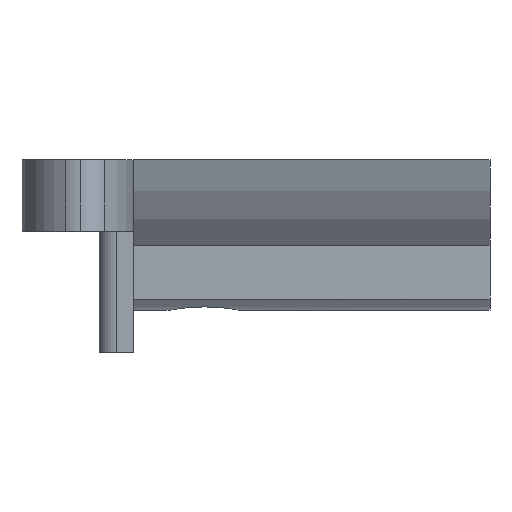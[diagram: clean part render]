
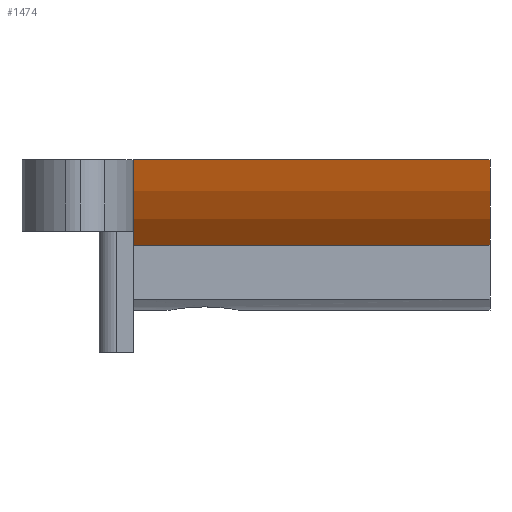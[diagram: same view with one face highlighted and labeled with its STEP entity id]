
A CAD part, left-side view. The second image highlights one B-rep face of the part: STEP entity #1474.
In plain terms, the highlighted cylindrical face has radius 13.716 mm (diameter 27.432 mm), a partial arc.
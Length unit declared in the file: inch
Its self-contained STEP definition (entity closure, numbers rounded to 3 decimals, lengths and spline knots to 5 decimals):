
#92 = ORIENTED_EDGE ( 'NONE', *, *, #347, .F. ) ;
#96 = FACE_OUTER_BOUND ( 'NONE', #1438, .T. ) ;
#103 = VECTOR ( 'NONE', #429, 39.37008 ) ;
#141 = CARTESIAN_POINT ( 'NONE',  ( -0.40471, -1., -0.2395 ) ) ;
#146 = ORIENTED_EDGE ( 'NONE', *, *, #1511, .T. ) ;
#170 = AXIS2_PLACEMENT_3D ( 'NONE', #1297, #1238, #1230 ) ;
#185 = EDGE_CURVE ( 'NONE', #1347, #234, #1482, .T. ) ;
#194 = CYLINDRICAL_SURFACE ( 'NONE', #325, 0.54 ) ;
#234 = VERTEX_POINT ( 'NONE', #495 ) ;
#276 = CIRCLE ( 'NONE', #1411, 0.54 ) ;
#295 = DIRECTION ( 'NONE',  ( 0., -1., 0. ) ) ;
#308 = ORIENTED_EDGE ( 'NONE', *, *, #185, .T. ) ;
#325 = AXIS2_PLACEMENT_3D ( 'NONE', #1335, #1182, #739 ) ;
#328 = CARTESIAN_POINT ( 'NONE',  ( -0.52695, -1., 0. ) ) ;
#347 = EDGE_CURVE ( 'NONE', #1361, #234, #276, .T. ) ;
#397 = CARTESIAN_POINT ( 'NONE',  ( -0.40471, 0., -0.2395 ) ) ;
#429 = DIRECTION ( 'NONE',  ( 0., 1., 0. ) ) ;
#495 = CARTESIAN_POINT ( 'NONE',  ( -0.52695, 0., 0. ) ) ;
#498 = CIRCLE ( 'NONE', #170, 0.54 ) ;
#659 = EDGE_CURVE ( 'NONE', #741, #1347, #498, .T. ) ;
#739 = DIRECTION ( 'NONE',  ( 0., 0., 1. ) ) ;
#741 = VERTEX_POINT ( 'NONE', #813 ) ;
#813 = CARTESIAN_POINT ( 'NONE',  ( -0.40471, -1., -0.2395 ) ) ;
#951 = ORIENTED_EDGE ( 'NONE', *, *, #659, .T. ) ;
#1051 = CARTESIAN_POINT ( 'NONE',  ( 0., 0., 0.118 ) ) ;
#1136 = CARTESIAN_POINT ( 'NONE',  ( -0.52695, -1., 0. ) ) ;
#1182 = DIRECTION ( 'NONE',  ( 0., 1., 0. ) ) ;
#1230 = DIRECTION ( 'NONE',  ( 0., 0., -1. ) ) ;
#1238 = DIRECTION ( 'NONE',  ( 0., 1., 0. ) ) ;
#1297 = CARTESIAN_POINT ( 'NONE',  ( 0., -1., 0.118 ) ) ;
#1335 = CARTESIAN_POINT ( 'NONE',  ( 0., -1., 0.118 ) ) ;
#1347 = VERTEX_POINT ( 'NONE', #1136 ) ;
#1361 = VERTEX_POINT ( 'NONE', #397 ) ;
#1411 = AXIS2_PLACEMENT_3D ( 'NONE', #1051, #1838, #1927 ) ;
#1438 = EDGE_LOOP ( 'NONE', ( #92, #146, #951, #308 ) ) ;
#1446 = VECTOR ( 'NONE', #295, 39.37008 ) ;
#1474 = ADVANCED_FACE ( 'NONE', ( #96 ), #194, .T. ) ;
#1482 = LINE ( 'NONE', #328, #103 ) ;
#1511 = EDGE_CURVE ( 'NONE', #1361, #741, #1931, .T. ) ;
#1838 = DIRECTION ( 'NONE',  ( 0., 1., 0. ) ) ;
#1927 = DIRECTION ( 'NONE',  ( 0., 0., -1. ) ) ;
#1931 = LINE ( 'NONE', #141, #1446 ) ;
